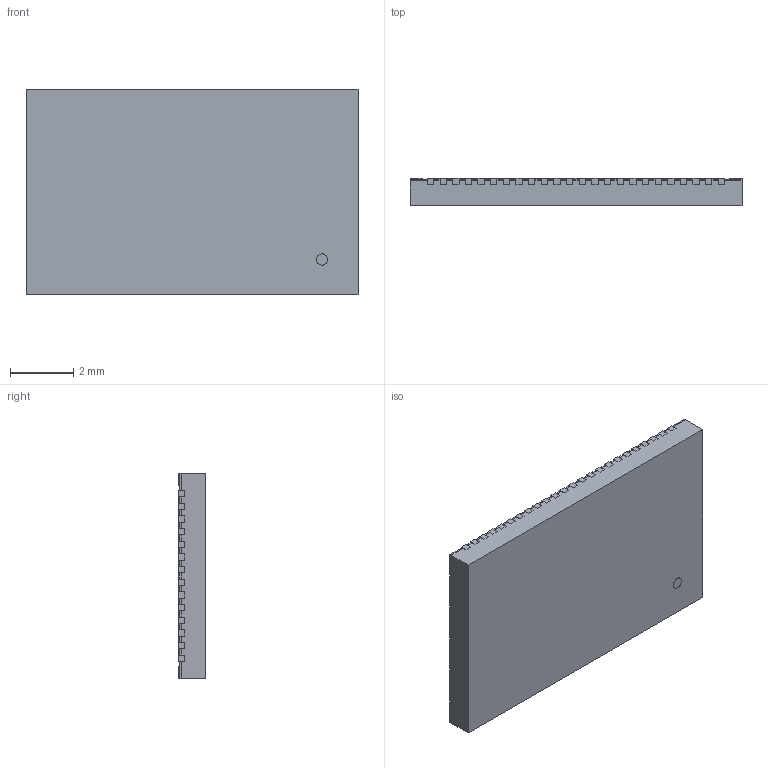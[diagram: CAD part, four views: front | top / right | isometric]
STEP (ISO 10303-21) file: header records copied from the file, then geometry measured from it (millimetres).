
FILE_DESCRIPTION (( 'STEP AP214' ), '1' );
FILE_NAME ('TMC4671-LA.STEP', '2023-09-28T16:23:15', ( '' ), ( '' ), 'SwSTEP 2.0', 'SolidWorks 2021', '' );
FILE_SCHEMA (( 'AUTOMOTIVE_DESIGN' ));
Length unit declared in the file: millimetre
Products named in the file (1): TMC4671-LA
Bounding box: 10.5 x 0.85 x 6.5 mm (x, y, z)
Volume: 57.4 mm3; surface area: 339.3 mm2
Topology: 79 solids, 79 shells, 1121 faces, 2883 edges, 1922 vertices
Faces by surface type: plane 1119, cylinder 2
Entity records: 39242 total; most frequent: CARTESIAN_POINT 5927, ORIENTED_EDGE 5766, DIRECTION 5131, EDGE_CURVE 2883, VECTOR 2879, LINE 2879, VERTEX_POINT 1922, AXIS2_PLACEMENT_3D 1126
